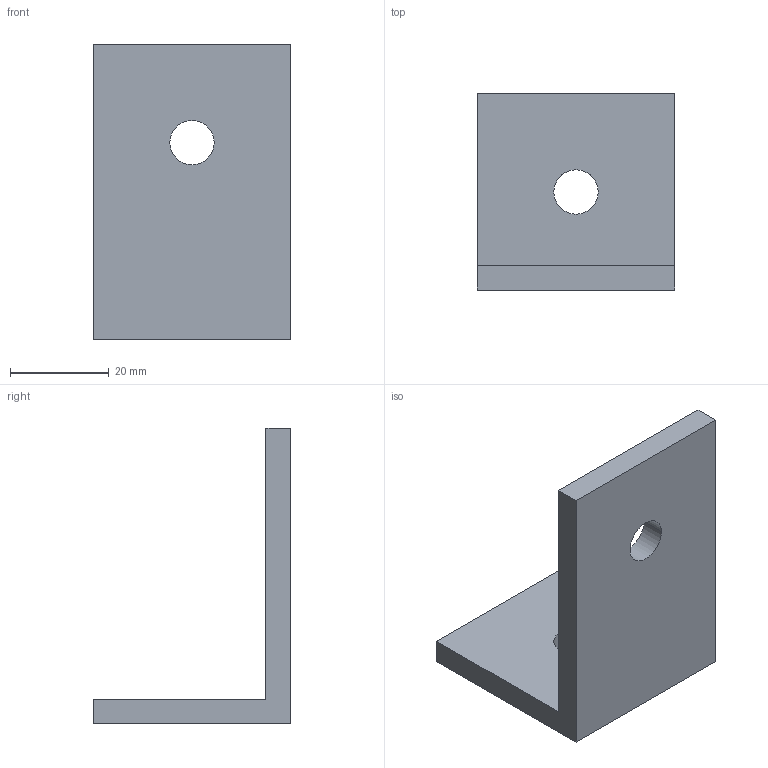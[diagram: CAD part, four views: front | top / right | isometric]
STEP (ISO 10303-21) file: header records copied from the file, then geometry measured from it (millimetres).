
FILE_DESCRIPTION(('Creo Elements/Direct Modeling STEP Export'),'2;1');
FILE_NAME('44.0205.2_Haltewinkel-MMS-44_60x40x40x5.stp','2022-03-21T 8:57:52',(''),(''),'PTC Creo Elements/Direct Modeling STEP processor for AP214 (Solid Model)','PTC Creo Elements/Direct Modeling 19.0C 15-Aug-2015 (C) Parametric Technology GmbH','');
FILE_SCHEMA(('AUTOMOTIVE_DESIGN { 1 0 10303 214 1 1 1 1 }'));
Length unit declared in the file: millimetre
Products named in the file (2): Haltewinkel-MMS-44_60x40x40x5_44.0205.2_PX173452
Assembly tree (1 placements, depth 2):
  Haltewinkel-MMS-44_60x40x40x5_44.0205.2_PX173452
    Haltewinkel-MMS-44_60x40x40x5_44.0205.2_PX173452
Bounding box: 40 x 40 x 60 mm (x, y, z)
Volume: 18363.8 mm3; surface area: 8978.3 mm2
Topology: 1 solids, 1 shells, 12 faces, 30 edges, 20 vertices
Faces by surface type: plane 8, cylinder 4
Entity records: 395 total; most frequent: CARTESIAN_POINT 60, ORIENTED_EDGE 60, DIRECTION 58, EDGE_CURVE 30, VECTOR 22, LINE 22, VERTEX_POINT 20, AXIS2_PLACEMENT_3D 18
